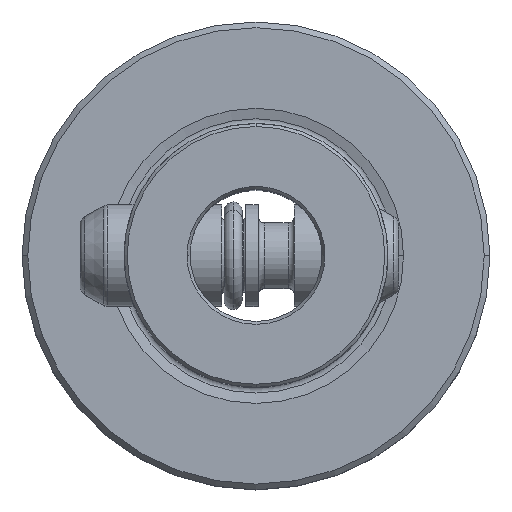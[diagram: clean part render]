
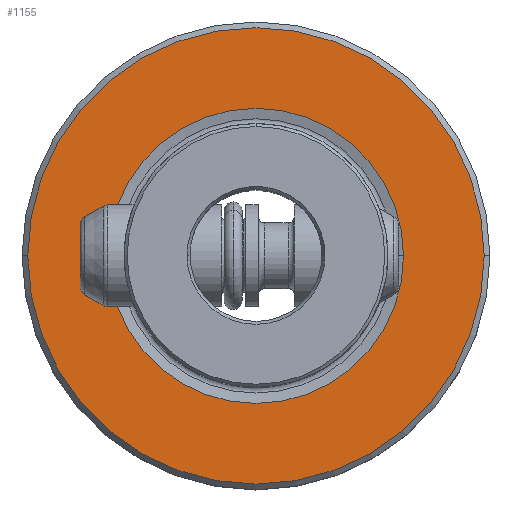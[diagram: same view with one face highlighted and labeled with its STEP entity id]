
A CAD part, top view. The second image highlights one B-rep face of the part: STEP entity #1155.
In plain terms, the highlighted planar face has unit normal (0, 0, 1).
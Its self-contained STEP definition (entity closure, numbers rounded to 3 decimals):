
#737=EDGE_CURVE('NONE',#799,#1739,#2078,.T.);
#799=VERTEX_POINT('NONE',#2146);
#935=EDGE_CURVE('NONE',#1613,#957,#2301,.T.);
#957=VERTEX_POINT('NONE',#2327);
#1155=ADVANCED_FACE('NONE',(#2553,#2554),#2555,.T.);
#1483=EDGE_CURVE('NONE',#1739,#799,#2918,.T.);
#1613=VERTEX_POINT('NONE',#3069);
#1739=VERTEX_POINT('NONE',#3203);
#1779=EDGE_CURVE('NONE',#957,#1613,#3248,.T.);
#2078=CIRCLE('',#3581,19.025);
#2146=CARTESIAN_POINT('',(-19.025,0.0,0.0));
#2301=CIRCLE('',#3992,12.299);
#2327=CARTESIAN_POINT('',(12.299,0.0,0.0));
#2553=FACE_OUTER_BOUND('',#4438,.T.);
#2554=FACE_BOUND('',#4439,.T.);
#2555=PLANE('',#4440);
#2918=CIRCLE('',#5147,19.025);
#3069=CARTESIAN_POINT('',(-12.299,0.,0.0));
#3203=CARTESIAN_POINT('',(19.025,0.,0.0));
#3248=CIRCLE('',#5607,12.299);
#3581=AXIS2_PLACEMENT_3D('',#6137,#6138,#6139);
#3992=AXIS2_PLACEMENT_3D('',#6430,#6431,#6432);
#4438=EDGE_LOOP('',(#6775,#6776));
#4439=EDGE_LOOP('',(#6777,#6778));
#4440=AXIS2_PLACEMENT_3D('',#6779,#6780,#6781);
#5147=AXIS2_PLACEMENT_3D('',#7210,#7211,#7212);
#5607=AXIS2_PLACEMENT_3D('',#7611,#7612,#7613);
#6137=CARTESIAN_POINT('',(0.0,0.0,0.0));
#6138=DIRECTION('',(0.0,0.0,-1.0));
#6139=DIRECTION('',(1.0,0.0,0.0));
#6430=CARTESIAN_POINT('',(0.0,0.0,0.0));
#6431=DIRECTION('',(0.0,0.0,1.0));
#6432=DIRECTION('',(1.0,0.0,0.0));
#6775=ORIENTED_EDGE('',*,*,#737,.F.);
#6776=ORIENTED_EDGE('',*,*,#1483,.F.);
#6777=ORIENTED_EDGE('',*,*,#1779,.F.);
#6778=ORIENTED_EDGE('',*,*,#935,.F.);
#6779=CARTESIAN_POINT('',(0.0,19.5,0.0));
#6780=DIRECTION('',(0.0,0.0,1.0));
#6781=DIRECTION('',(1.0,0.0,0.0));
#7210=CARTESIAN_POINT('',(0.0,0.0,0.0));
#7211=DIRECTION('',(0.0,0.0,-1.0));
#7212=DIRECTION('',(1.0,0.0,0.0));
#7611=CARTESIAN_POINT('',(0.0,0.0,0.0));
#7612=DIRECTION('',(0.0,0.0,1.0));
#7613=DIRECTION('',(1.0,0.0,0.0));
